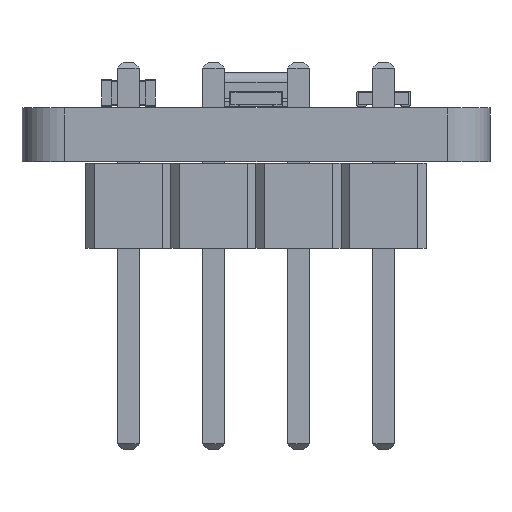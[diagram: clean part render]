
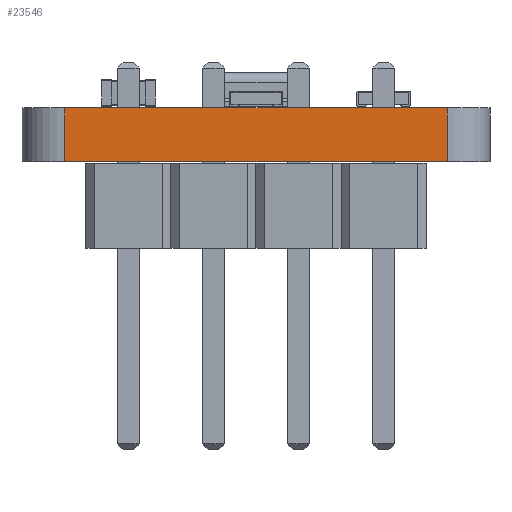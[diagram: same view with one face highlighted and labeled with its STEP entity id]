
A CAD part, front view. The second image highlights one B-rep face of the part: STEP entity #23546.
In plain terms, the highlighted planar face has unit normal (0, -1, 0).
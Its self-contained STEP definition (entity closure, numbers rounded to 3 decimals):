
#23428 = EDGE_CURVE('',#23429,#23431,#23433,.T.);
#23429 = VERTEX_POINT('',#23430);
#23430 = CARTESIAN_POINT('',(153.035,-109.855,0.));
#23431 = VERTEX_POINT('',#23432);
#23432 = CARTESIAN_POINT('',(153.035,-109.855,1.6));
#23433 = SURFACE_CURVE('',#23434,(#23438,#23450),.PCURVE_S1.);
#23434 = LINE('',#23435,#23436);
#23435 = CARTESIAN_POINT('',(153.035,-109.855,0.));
#23436 = VECTOR('',#23437,1.);
#23437 = DIRECTION('',(0.,0.,1.));
#23438 = PCURVE('',#23439,#23444);
#23439 = CYLINDRICAL_SURFACE('',#23440,1.27);
#23440 = AXIS2_PLACEMENT_3D('',#23441,#23442,#23443);
#23441 = CARTESIAN_POINT('',(153.035,-108.585,0.));
#23442 = DIRECTION('',(0.,0.,-1.));
#23443 = DIRECTION('',(1.,0.,0.));
#23444 = DEFINITIONAL_REPRESENTATION('',(#23445),#23449);
#23445 = LINE('',#23446,#23447);
#23446 = CARTESIAN_POINT('',(-4.712,0.));
#23447 = VECTOR('',#23448,1.);
#23448 = DIRECTION('',(0.,-1.));
#23449 = ( GEOMETRIC_REPRESENTATION_CONTEXT(2) 
PARAMETRIC_REPRESENTATION_CONTEXT() REPRESENTATION_CONTEXT('2D SPACE',''
  ) );
#23450 = PCURVE('',#23451,#23456);
#23451 = PLANE('',#23452);
#23452 = AXIS2_PLACEMENT_3D('',#23453,#23454,#23455);
#23453 = CARTESIAN_POINT('',(141.605,-109.855,0.));
#23454 = DIRECTION('',(0.,1.,0.));
#23455 = DIRECTION('',(1.,0.,0.));
#23456 = DEFINITIONAL_REPRESENTATION('',(#23457),#23461);
#23457 = LINE('',#23458,#23459);
#23458 = CARTESIAN_POINT('',(11.43,0.));
#23459 = VECTOR('',#23460,1.);
#23460 = DIRECTION('',(0.,-1.));
#23461 = ( GEOMETRIC_REPRESENTATION_CONTEXT(2) 
PARAMETRIC_REPRESENTATION_CONTEXT() REPRESENTATION_CONTEXT('2D SPACE',''
  ) );
#23480 = PLANE('',#23481);
#23481 = AXIS2_PLACEMENT_3D('',#23482,#23483,#23484);
#23482 = CARTESIAN_POINT('',(147.32,-102.807,1.6));
#23483 = DIRECTION('',(0.,0.,1.));
#23484 = DIRECTION('',(1.,0.,0.));
#23535 = PLANE('',#23536);
#23536 = AXIS2_PLACEMENT_3D('',#23537,#23538,#23539);
#23537 = CARTESIAN_POINT('',(147.32,-102.807,0.));
#23538 = DIRECTION('',(0.,0.,1.));
#23539 = DIRECTION('',(1.,0.,0.));
#23546 = ADVANCED_FACE('',(#23547),#23451,.F.);
#23547 = FACE_BOUND('',#23548,.F.);
#23548 = EDGE_LOOP('',(#23549,#23579,#23600,#23601));
#23549 = ORIENTED_EDGE('',*,*,#23550,.T.);
#23550 = EDGE_CURVE('',#23551,#23553,#23555,.T.);
#23551 = VERTEX_POINT('',#23552);
#23552 = CARTESIAN_POINT('',(141.605,-109.855,0.));
#23553 = VERTEX_POINT('',#23554);
#23554 = CARTESIAN_POINT('',(141.605,-109.855,1.6));
#23555 = SURFACE_CURVE('',#23556,(#23560,#23567),.PCURVE_S1.);
#23556 = LINE('',#23557,#23558);
#23557 = CARTESIAN_POINT('',(141.605,-109.855,0.));
#23558 = VECTOR('',#23559,1.);
#23559 = DIRECTION('',(0.,0.,1.));
#23560 = PCURVE('',#23451,#23561);
#23561 = DEFINITIONAL_REPRESENTATION('',(#23562),#23566);
#23562 = LINE('',#23563,#23564);
#23563 = CARTESIAN_POINT('',(0.,0.));
#23564 = VECTOR('',#23565,1.);
#23565 = DIRECTION('',(0.,-1.));
#23566 = ( GEOMETRIC_REPRESENTATION_CONTEXT(2) 
PARAMETRIC_REPRESENTATION_CONTEXT() REPRESENTATION_CONTEXT('2D SPACE',''
  ) );
#23567 = PCURVE('',#23568,#23573);
#23568 = CYLINDRICAL_SURFACE('',#23569,1.27);
#23569 = AXIS2_PLACEMENT_3D('',#23570,#23571,#23572);
#23570 = CARTESIAN_POINT('',(141.605,-108.585,0.));
#23571 = DIRECTION('',(0.,0.,-1.));
#23572 = DIRECTION('',(1.,0.,0.));
#23573 = DEFINITIONAL_REPRESENTATION('',(#23574),#23578);
#23574 = LINE('',#23575,#23576);
#23575 = CARTESIAN_POINT('',(-4.712,0.));
#23576 = VECTOR('',#23577,1.);
#23577 = DIRECTION('',(0.,-1.));
#23578 = ( GEOMETRIC_REPRESENTATION_CONTEXT(2) 
PARAMETRIC_REPRESENTATION_CONTEXT() REPRESENTATION_CONTEXT('2D SPACE',''
  ) );
#23579 = ORIENTED_EDGE('',*,*,#23580,.T.);
#23580 = EDGE_CURVE('',#23553,#23431,#23581,.T.);
#23581 = SURFACE_CURVE('',#23582,(#23586,#23593),.PCURVE_S1.);
#23582 = LINE('',#23583,#23584);
#23583 = CARTESIAN_POINT('',(141.605,-109.855,1.6));
#23584 = VECTOR('',#23585,1.);
#23585 = DIRECTION('',(1.,0.,0.));
#23586 = PCURVE('',#23451,#23587);
#23587 = DEFINITIONAL_REPRESENTATION('',(#23588),#23592);
#23588 = LINE('',#23589,#23590);
#23589 = CARTESIAN_POINT('',(0.,-1.6));
#23590 = VECTOR('',#23591,1.);
#23591 = DIRECTION('',(1.,0.));
#23592 = ( GEOMETRIC_REPRESENTATION_CONTEXT(2) 
PARAMETRIC_REPRESENTATION_CONTEXT() REPRESENTATION_CONTEXT('2D SPACE',''
  ) );
#23593 = PCURVE('',#23480,#23594);
#23594 = DEFINITIONAL_REPRESENTATION('',(#23595),#23599);
#23595 = LINE('',#23596,#23597);
#23596 = CARTESIAN_POINT('',(-5.715,-7.049));
#23597 = VECTOR('',#23598,1.);
#23598 = DIRECTION('',(1.,0.));
#23599 = ( GEOMETRIC_REPRESENTATION_CONTEXT(2) 
PARAMETRIC_REPRESENTATION_CONTEXT() REPRESENTATION_CONTEXT('2D SPACE',''
  ) );
#23600 = ORIENTED_EDGE('',*,*,#23428,.F.);
#23601 = ORIENTED_EDGE('',*,*,#23602,.F.);
#23602 = EDGE_CURVE('',#23551,#23429,#23603,.T.);
#23603 = SURFACE_CURVE('',#23604,(#23608,#23615),.PCURVE_S1.);
#23604 = LINE('',#23605,#23606);
#23605 = CARTESIAN_POINT('',(141.605,-109.855,0.));
#23606 = VECTOR('',#23607,1.);
#23607 = DIRECTION('',(1.,0.,0.));
#23608 = PCURVE('',#23451,#23609);
#23609 = DEFINITIONAL_REPRESENTATION('',(#23610),#23614);
#23610 = LINE('',#23611,#23612);
#23611 = CARTESIAN_POINT('',(0.,0.));
#23612 = VECTOR('',#23613,1.);
#23613 = DIRECTION('',(1.,0.));
#23614 = ( GEOMETRIC_REPRESENTATION_CONTEXT(2) 
PARAMETRIC_REPRESENTATION_CONTEXT() REPRESENTATION_CONTEXT('2D SPACE',''
  ) );
#23615 = PCURVE('',#23535,#23616);
#23616 = DEFINITIONAL_REPRESENTATION('',(#23617),#23621);
#23617 = LINE('',#23618,#23619);
#23618 = CARTESIAN_POINT('',(-5.715,-7.049));
#23619 = VECTOR('',#23620,1.);
#23620 = DIRECTION('',(1.,0.));
#23621 = ( GEOMETRIC_REPRESENTATION_CONTEXT(2) 
PARAMETRIC_REPRESENTATION_CONTEXT() REPRESENTATION_CONTEXT('2D SPACE',''
  ) );
